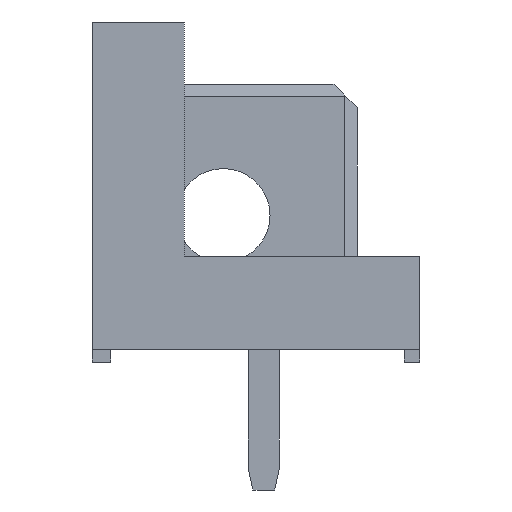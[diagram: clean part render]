
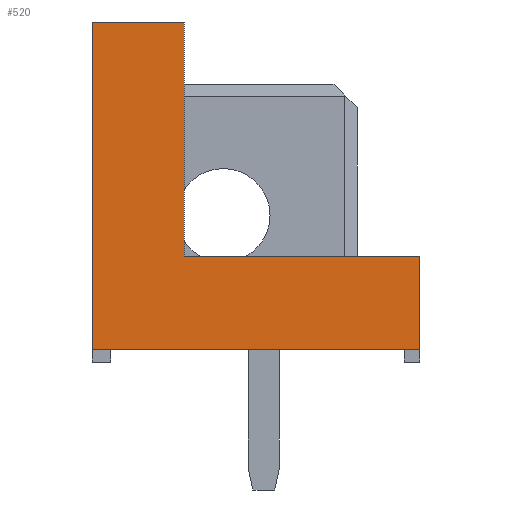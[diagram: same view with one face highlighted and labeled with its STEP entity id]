
A CAD part, left-side view. The second image highlights one B-rep face of the part: STEP entity #520.
In plain terms, the highlighted planar face has unit normal (-1, 0, 0).
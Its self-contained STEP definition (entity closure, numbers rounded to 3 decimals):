
#520 = ADVANCED_FACE( '', ( #1221 ), #1222, .F. );
#1221 = FACE_OUTER_BOUND( '', #2129, .T. );
#1222 = PLANE( '', #2130 );
#2129 = EDGE_LOOP( '', ( #3477, #3478, #3479, #3480, #3481, #3482 ) );
#2130 = AXIS2_PLACEMENT_3D( '', #3483, #3484, #3485 );
#3477 = ORIENTED_EDGE( '', *, *, #6092, .F. );
#3478 = ORIENTED_EDGE( '', *, *, #6093, .F. );
#3479 = ORIENTED_EDGE( '', *, *, #6094, .F. );
#3480 = ORIENTED_EDGE( '', *, *, #6055, .F. );
#3481 = ORIENTED_EDGE( '', *, *, #5792, .F. );
#3482 = ORIENTED_EDGE( '', *, *, #6095, .F. );
#3483 = CARTESIAN_POINT( '', ( -15., 0., 0. ) );
#3484 = DIRECTION( '', ( 1., 0., 0. ) );
#3485 = DIRECTION( '', ( 0., 0., -1. ) );
#5792 = EDGE_CURVE( '', #7006, #7008, #7009, .T. );
#6055 = EDGE_CURVE( '', #7008, #7468, #7469, .T. );
#6092 = EDGE_CURVE( '', #7526, #7527, #7528, .T. );
#6093 = EDGE_CURVE( '', #7529, #7526, #7530, .T. );
#6094 = EDGE_CURVE( '', #7468, #7529, #7531, .T. );
#6095 = EDGE_CURVE( '', #7527, #7006, #7532, .T. );
#7006 = VERTEX_POINT( '', #8750 );
#7008 = VERTEX_POINT( '', #8753 );
#7009 = LINE( '', #8754, #8755 );
#7468 = VERTEX_POINT( '', #9437 );
#7469 = LINE( '', #9438, #9439 );
#7526 = VERTEX_POINT( '', #9526 );
#7527 = VERTEX_POINT( '', #9527 );
#7528 = LINE( '', #9528, #9529 );
#7529 = VERTEX_POINT( '', #9530 );
#7530 = LINE( '', #9531, #9532 );
#7531 = LINE( '', #9533, #9534 );
#7532 = LINE( '', #9535, #9536 );
#8750 = CARTESIAN_POINT( '', ( -15., 6.725, 3.75 ) );
#8753 = CARTESIAN_POINT( '', ( -15., 3.775, 3.75 ) );
#8754 = CARTESIAN_POINT( '', ( -15., 3.775, 3.75 ) );
#8755 = VECTOR( '', #11012, 1000. );
#9437 = CARTESIAN_POINT( '', ( -15., 3.775, -3.75 ) );
#9438 = CARTESIAN_POINT( '', ( -15., 3.775, 3.75 ) );
#9439 = VECTOR( '', #11242, 1000. );
#9526 = CARTESIAN_POINT( '', ( -15., -3.775, -6.75 ) );
#9527 = CARTESIAN_POINT( '', ( -15., 6.725, -6.75 ) );
#9528 = CARTESIAN_POINT( '', ( -15., 0., -6.75 ) );
#9529 = VECTOR( '', #11273, 1000. );
#9530 = CARTESIAN_POINT( '', ( -15., -3.775, -3.75 ) );
#9531 = CARTESIAN_POINT( '', ( -15., -3.775, -7.15 ) );
#9532 = VECTOR( '', #11274, 1000. );
#9533 = CARTESIAN_POINT( '', ( -15., 3.775, -3.75 ) );
#9534 = VECTOR( '', #11275, 1000. );
#9535 = CARTESIAN_POINT( '', ( -15., 6.725, 3.75 ) );
#9536 = VECTOR( '', #11276, 1000. );
#11012 = DIRECTION( '', ( 0., -1., 0. ) );
#11242 = DIRECTION( '', ( 0., 0., -1. ) );
#11273 = DIRECTION( '', ( 0., 1., 0. ) );
#11274 = DIRECTION( '', ( 0., 0., -1. ) );
#11275 = DIRECTION( '', ( 0., -1., 0. ) );
#11276 = DIRECTION( '', ( 0., 0., 1. ) );
